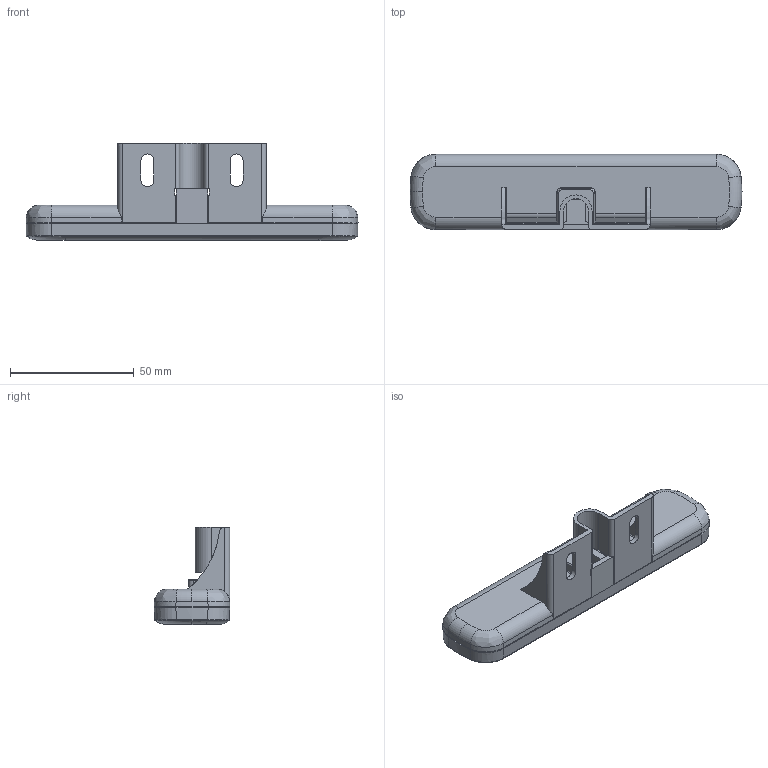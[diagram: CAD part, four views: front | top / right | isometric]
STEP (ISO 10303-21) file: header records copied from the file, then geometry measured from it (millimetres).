
FILE_DESCRIPTION((''),'2;1');
FILE_NAME('JCHT35K11_ASM','2020-01-08T16:12:53',('u'),('捷昌驱动'),'CREO PARAMETRIC BY PTC INC, 2018100','CREO PARAMETRIC BY PTC INC, 2018100','');
FILE_SCHEMA(('CONFIG_CONTROL_DESIGN'));
Length unit declared in the file: millimetre
Products named in the file (7): MIANJING2_1; K11XK2-A_1; SHANGKE2_1; K11ANJIAN2_1; JCHT35K11_1_ASM_1_ASM; JCHT35K11_ASM_1_ASM; JCHT35K11_ASM
Assembly tree (6 placements, depth 4):
  JCHT35K11_ASM
    JCHT35K11_ASM_1_ASM
      JCHT35K11_1_ASM_1_ASM
        MIANJING2_1
        K11XK2-A_1
        SHANGKE2_1
        K11ANJIAN2_1
Bounding box: 134.09 x 30.5 x 39.3 mm (x, y, z)
Volume: 50052.8 mm3; surface area: 37029.5 mm2
Topology: 3 solids, 4 shells, 570 faces, 1520 edges, 959 vertices
Faces by surface type: plane 232, cylinder 141, cone 69, bspline 63, torus 44, sphere 21
Entity records: 23848 total; most frequent: CARTESIAN_POINT 9735, ORIENTED_EDGE 3010, DIRECTION 2845, EDGE_CURVE 1508, AXIS2_PLACEMENT_3D 1052, VERTEX_POINT 959, VECTOR 741, LINE 741
